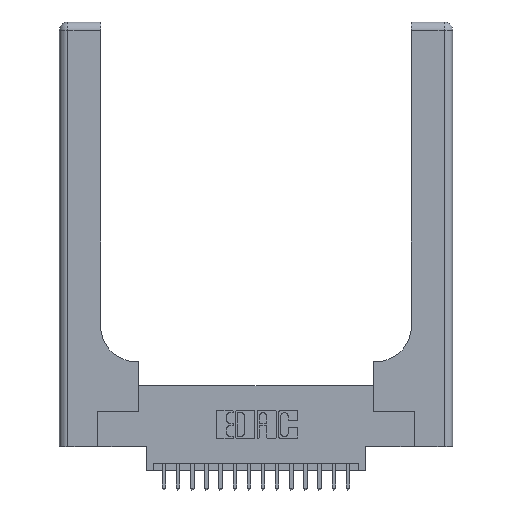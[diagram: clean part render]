
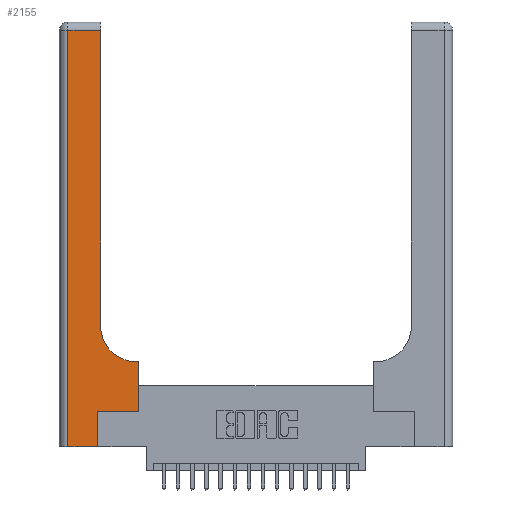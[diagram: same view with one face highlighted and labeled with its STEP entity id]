
A CAD part, top view. The second image highlights one B-rep face of the part: STEP entity #2155.
In plain terms, the highlighted planar face has unit normal (0, 0, 1).
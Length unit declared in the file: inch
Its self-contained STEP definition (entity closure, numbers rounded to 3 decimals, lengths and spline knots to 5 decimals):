
#842 = ORIENTED_EDGE ( 'NONE', *, *, #6633, .T. ) ;
#966 = LINE ( 'NONE', #15231, #9338 ) ;
#976 = DIRECTION ( 'NONE',  ( 0., -1., 0. ) ) ;
#1011 = VECTOR ( 'NONE', #4693, 39.37008 ) ;
#2155 = ADVANCED_FACE ( 'NONE', ( #5213 ), #4121, .F. ) ;
#2233 = EDGE_CURVE ( 'NONE', #5936, #17884, #3739, .T. ) ;
#2777 = LINE ( 'NONE', #7600, #18794 ) ;
#2824 = DIRECTION ( 'NONE',  ( 1., 0., 0. ) ) ;
#2957 = CARTESIAN_POINT ( 'NONE',  ( 0.269, 0.25, 0.37 ) ) ;
#3380 = CIRCLE ( 'NONE', #13670, 0.25 ) ;
#3720 = DIRECTION ( 'NONE',  ( -1., 0., 0. ) ) ;
#3722 = DIRECTION ( 'NONE',  ( 0., 0., -1. ) ) ;
#3739 = LINE ( 'NONE', #2957, #19695 ) ;
#3788 = LINE ( 'NONE', #11891, #11618 ) ;
#3984 = CARTESIAN_POINT ( 'NONE',  ( 0., 3., 0.37 ) ) ;
#4121 = PLANE ( 'NONE',  #6844 ) ;
#4251 = EDGE_CURVE ( 'NONE', #17884, #18438, #19616, .T. ) ;
#4270 = ORIENTED_EDGE ( 'NONE', *, *, #13370, .T. ) ;
#4693 = DIRECTION ( 'NONE',  ( 0., 1., 0. ) ) ;
#5213 = FACE_OUTER_BOUND ( 'NONE', #13087, .T. ) ;
#5936 = VERTEX_POINT ( 'NONE', #7759 ) ;
#6141 = EDGE_CURVE ( 'NONE', #17352, #17340, #13595, .T. ) ;
#6534 = ORIENTED_EDGE ( 'NONE', *, *, #7476, .T. ) ;
#6633 = EDGE_CURVE ( 'NONE', #17340, #5936, #17087, .T. ) ;
#6655 = ORIENTED_EDGE ( 'NONE', *, *, #18052, .T. ) ;
#6671 = CARTESIAN_POINT ( 'NONE',  ( 0.2915, 3., 0.37 ) ) ;
#6844 = AXIS2_PLACEMENT_3D ( 'NONE', #3984, #3722, #3720 ) ;
#6882 = DIRECTION ( 'NONE',  ( 0., 1., 0. ) ) ;
#7476 = EDGE_CURVE ( 'NONE', #8701, #12388, #17050, .T. ) ;
#7600 = CARTESIAN_POINT ( 'NONE',  ( 0.2915, 0.6, 0.37 ) ) ;
#7735 = ORIENTED_EDGE ( 'NONE', *, *, #15087, .T. ) ;
#7759 = CARTESIAN_POINT ( 'NONE',  ( 0.269, 0.25, 0.37 ) ) ;
#8117 = DIRECTION ( 'NONE',  ( 0., 0., -1. ) ) ;
#8460 = CARTESIAN_POINT ( 'NONE',  ( 0.06, 2.94, 0.37 ) ) ;
#8701 = VERTEX_POINT ( 'NONE', #8803 ) ;
#8803 = CARTESIAN_POINT ( 'NONE',  ( 0.2915, 0.85, 0.37 ) ) ;
#8999 = ORIENTED_EDGE ( 'NONE', *, *, #4251, .T. ) ;
#9160 = DIRECTION ( 'NONE',  ( -1., 0., 0. ) ) ;
#9338 = VECTOR ( 'NONE', #16758, 39.37008 ) ;
#9868 = DIRECTION ( 'NONE',  ( 0., 1., 0. ) ) ;
#9952 = CARTESIAN_POINT ( 'NONE',  ( 0.5585, 0.25, 0.37 ) ) ;
#10067 = CARTESIAN_POINT ( 'NONE',  ( 0.06, 0., 0.37 ) ) ;
#11002 = VERTEX_POINT ( 'NONE', #8460 ) ;
#11485 = VECTOR ( 'NONE', #6882, 39.37008 ) ;
#11618 = VECTOR ( 'NONE', #976, 39.37008 ) ;
#11645 = CARTESIAN_POINT ( 'NONE',  ( 0.269, 0., 0.37 ) ) ;
#11891 = CARTESIAN_POINT ( 'NONE',  ( 0.06, 3., 0.37 ) ) ;
#12388 = VERTEX_POINT ( 'NONE', #15468 ) ;
#12669 = ORIENTED_EDGE ( 'NONE', *, *, #18000, .T. ) ;
#12975 = VECTOR ( 'NONE', #9868, 39.37008 ) ;
#13087 = EDGE_LOOP ( 'NONE', ( #6534, #4270, #12669, #14978, #842, #16603, #8999, #6655, #7735 ) ) ;
#13113 = VECTOR ( 'NONE', #19045, 39.37008 ) ;
#13258 = CARTESIAN_POINT ( 'NONE',  ( 0.5585, 0.6, 0.37 ) ) ;
#13370 = EDGE_CURVE ( 'NONE', #12388, #11002, #966, .T. ) ;
#13595 = LINE ( 'NONE', #14434, #13113 ) ;
#13670 = AXIS2_PLACEMENT_3D ( 'NONE', #17314, #8117, #18862 ) ;
#14006 = CARTESIAN_POINT ( 'NONE',  ( 0.269, 0., 0.37 ) ) ;
#14434 = CARTESIAN_POINT ( 'NONE',  ( 0., 0., 0.37 ) ) ;
#14709 = CARTESIAN_POINT ( 'NONE',  ( 0.5585, 0.25, 0.37 ) ) ;
#14914 = VERTEX_POINT ( 'NONE', #19998 ) ;
#14978 = ORIENTED_EDGE ( 'NONE', *, *, #6141, .T. ) ;
#15087 = EDGE_CURVE ( 'NONE', #14914, #8701, #3380, .T. ) ;
#15231 = CARTESIAN_POINT ( 'NONE',  ( 0., 2.94, 0.37 ) ) ;
#15468 = CARTESIAN_POINT ( 'NONE',  ( 0.2915, 2.94, 0.37 ) ) ;
#16603 = ORIENTED_EDGE ( 'NONE', *, *, #2233, .T. ) ;
#16758 = DIRECTION ( 'NONE',  ( -1., 0., 0. ) ) ;
#17050 = LINE ( 'NONE', #6671, #12975 ) ;
#17087 = LINE ( 'NONE', #14006, #1011 ) ;
#17314 = CARTESIAN_POINT ( 'NONE',  ( 0.5415, 0.85, 0.37 ) ) ;
#17340 = VERTEX_POINT ( 'NONE', #11645 ) ;
#17352 = VERTEX_POINT ( 'NONE', #10067 ) ;
#17884 = VERTEX_POINT ( 'NONE', #14709 ) ;
#18000 = EDGE_CURVE ( 'NONE', #11002, #17352, #3788, .T. ) ;
#18052 = EDGE_CURVE ( 'NONE', #18438, #14914, #2777, .T. ) ;
#18438 = VERTEX_POINT ( 'NONE', #13258 ) ;
#18794 = VECTOR ( 'NONE', #9160, 39.37008 ) ;
#18862 = DIRECTION ( 'NONE',  ( 1., 0., 0. ) ) ;
#19045 = DIRECTION ( 'NONE',  ( 1., 0., 0. ) ) ;
#19616 = LINE ( 'NONE', #9952, #11485 ) ;
#19695 = VECTOR ( 'NONE', #2824, 39.37008 ) ;
#19998 = CARTESIAN_POINT ( 'NONE',  ( 0.5415, 0.6, 0.37 ) ) ;
